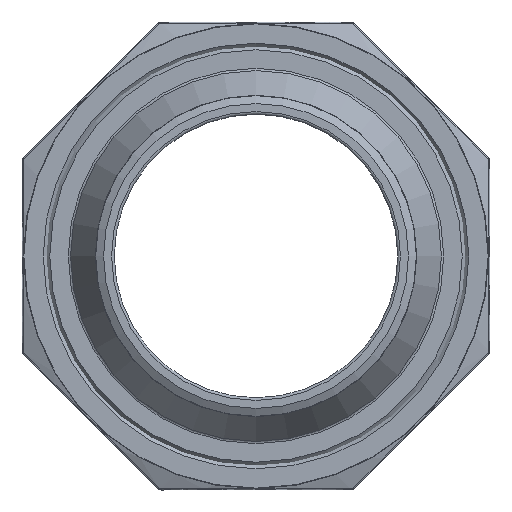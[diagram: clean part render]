
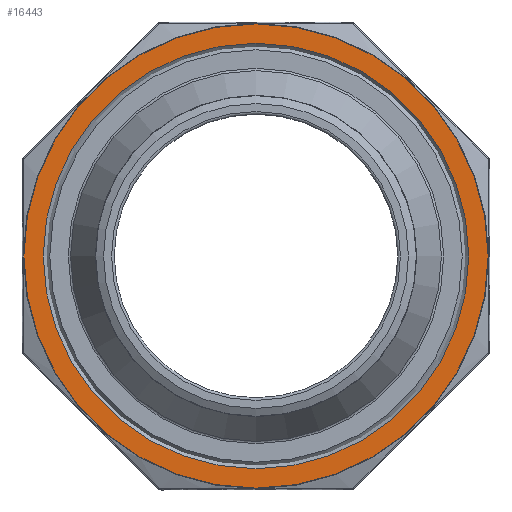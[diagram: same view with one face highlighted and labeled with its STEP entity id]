
A CAD part, left-side view. The second image highlights one B-rep face of the part: STEP entity #16443.
In plain terms, the highlighted planar face has unit normal (-1, 0, 0).
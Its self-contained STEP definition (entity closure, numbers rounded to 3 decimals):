
#421 = CARTESIAN_POINT ( 'NONE',  ( -15.5, -43.647, 0. ) ) ;
#680 = DIRECTION ( 'NONE',  ( 1., 0., 0. ) ) ;
#905 = CIRCLE ( 'NONE', #6853, 43.647 ) ;
#1140 = PLANE ( 'NONE',  #13323 ) ;
#2320 = DIRECTION ( 'NONE',  ( 0., -1., 0. ) ) ;
#2563 = CIRCLE ( 'NONE', #18286, 40. ) ;
#2915 = EDGE_LOOP ( 'NONE', ( #13271 ) ) ;
#6339 = DIRECTION ( 'NONE',  ( 0., 1., 0. ) ) ;
#6524 = EDGE_CURVE ( 'NONE', #13193, #13193, #905, .T. ) ;
#6853 = AXIS2_PLACEMENT_3D ( 'NONE', #11939, #11756, #2320 ) ;
#10595 = ORIENTED_EDGE ( 'NONE', *, *, #6524, .T. ) ;
#11676 = DIRECTION ( 'NONE',  ( -1., 0., 0. ) ) ;
#11756 = DIRECTION ( 'NONE',  ( -1., 0., 0. ) ) ;
#11939 = CARTESIAN_POINT ( 'NONE',  ( -15.5, 0., 0. ) ) ;
#12327 = FACE_OUTER_BOUND ( 'NONE', #16711, .T. ) ;
#12454 = VERTEX_POINT ( 'NONE', #13570 ) ;
#13193 = VERTEX_POINT ( 'NONE', #421 ) ;
#13271 = ORIENTED_EDGE ( 'NONE', *, *, #18021, .T. ) ;
#13323 = AXIS2_PLACEMENT_3D ( 'NONE', #15946, #11676, #15865 ) ;
#13356 = CARTESIAN_POINT ( 'NONE',  ( -15.5, 0., 0. ) ) ;
#13570 = CARTESIAN_POINT ( 'NONE',  ( -15.5, 40., 0. ) ) ;
#15865 = DIRECTION ( 'NONE',  ( 0., -1., 0. ) ) ;
#15946 = CARTESIAN_POINT ( 'NONE',  ( -15.5, 53.92, 0. ) ) ;
#16443 = ADVANCED_FACE ( 'NONE', ( #12327, #18048 ), #1140, .T. ) ;
#16711 = EDGE_LOOP ( 'NONE', ( #10595 ) ) ;
#18021 = EDGE_CURVE ( 'NONE', #12454, #12454, #2563, .T. ) ;
#18048 = FACE_BOUND ( 'NONE', #2915, .T. ) ;
#18286 = AXIS2_PLACEMENT_3D ( 'NONE', #13356, #680, #6339 ) ;
